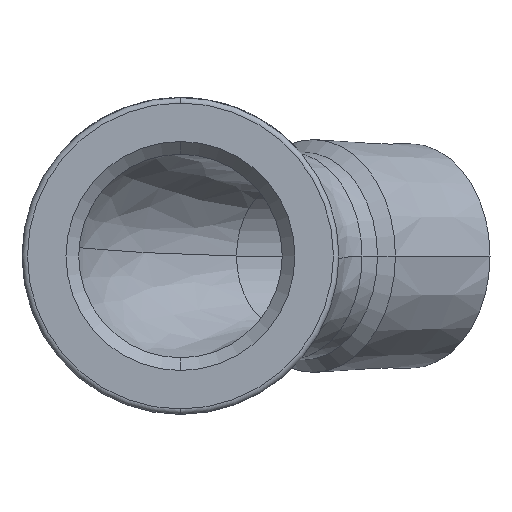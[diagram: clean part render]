
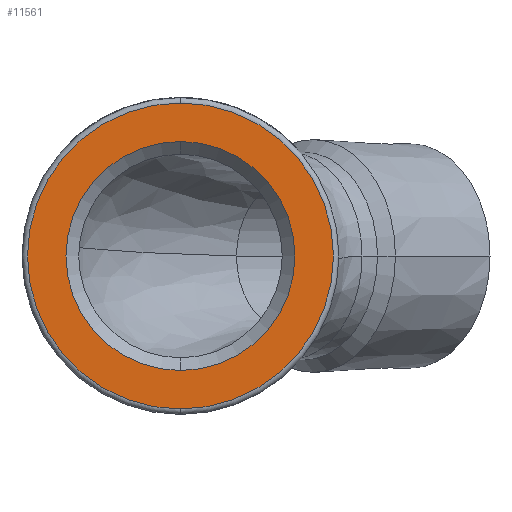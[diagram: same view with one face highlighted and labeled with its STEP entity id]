
A CAD part, front view. The second image highlights one B-rep face of the part: STEP entity #11561.
In plain terms, the highlighted planar face has unit normal (0, -1, 0).
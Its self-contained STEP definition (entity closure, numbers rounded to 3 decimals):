
#151 = CARTESIAN_POINT ( 'NONE',  ( 0., -21., -14. ) ) ;
#712 = VERTEX_POINT ( 'NONE', #5825 ) ;
#1156 = CARTESIAN_POINT ( 'NONE',  ( 10.477, -21., 0. ) ) ;
#1172 = CARTESIAN_POINT ( 'NONE',  ( 0., -21., 10.477 ) ) ;
#1244 = CARTESIAN_POINT ( 'NONE',  ( 0., -21., 0. ) ) ;
#1352 = DIRECTION ( 'NONE',  ( 0., -1., 0. ) ) ;
#1381 = ORIENTED_EDGE ( 'NONE', *, *, #9666, .T. ) ;
#1646 = CIRCLE ( 'NONE', #10129, 14. ) ;
#1990 = EDGE_LOOP ( 'NONE', ( #6947, #6536 ) ) ;
#1999 = CIRCLE ( 'NONE', #3018, 10.477 ) ;
#2315 = FACE_BOUND ( 'NONE', #1990, .T. ) ;
#2537 = DIRECTION ( 'NONE',  ( 0., 0., -1. ) ) ;
#2610 = EDGE_CURVE ( 'NONE', #5881, #5918, #12077, .T. ) ;
#2653 = DIRECTION ( 'NONE',  ( 0., -1., 0. ) ) ;
#3018 = AXIS2_PLACEMENT_3D ( 'NONE', #5657, #11369, #10242 ) ;
#3231 = FACE_OUTER_BOUND ( 'NONE', #10089, .T. ) ;
#3428 = VERTEX_POINT ( 'NONE', #151 ) ;
#3658 = CIRCLE ( 'NONE', #10387, 14. ) ;
#5633 = ORIENTED_EDGE ( 'NONE', *, *, #6751, .T. ) ;
#5657 = CARTESIAN_POINT ( 'NONE',  ( 0., -21., 0. ) ) ;
#5825 = CARTESIAN_POINT ( 'NONE',  ( 0., -21., 14. ) ) ;
#5881 = VERTEX_POINT ( 'NONE', #9146 ) ;
#5918 = VERTEX_POINT ( 'NONE', #1172 ) ;
#6536 = ORIENTED_EDGE ( 'NONE', *, *, #7654, .F. ) ;
#6751 = EDGE_CURVE ( 'NONE', #712, #3428, #3658, .T. ) ;
#6947 = ORIENTED_EDGE ( 'NONE', *, *, #2610, .F. ) ;
#7654 = EDGE_CURVE ( 'NONE', #5918, #5881, #1999, .T. ) ;
#8970 = AXIS2_PLACEMENT_3D ( 'NONE', #1156, #11548, #9090 ) ;
#9090 = DIRECTION ( 'NONE',  ( 0., 0., -1. ) ) ;
#9146 = CARTESIAN_POINT ( 'NONE',  ( 0., -21., -10.477 ) ) ;
#9611 = CARTESIAN_POINT ( 'NONE',  ( 0., -21., 0. ) ) ;
#9666 = EDGE_CURVE ( 'NONE', #3428, #712, #1646, .T. ) ;
#10040 = DIRECTION ( 'NONE',  ( 0., 0., -1. ) ) ;
#10089 = EDGE_LOOP ( 'NONE', ( #1381, #5633 ) ) ;
#10129 = AXIS2_PLACEMENT_3D ( 'NONE', #1244, #1352, #2537 ) ;
#10242 = DIRECTION ( 'NONE',  ( 0., 0., -1. ) ) ;
#10387 = AXIS2_PLACEMENT_3D ( 'NONE', #11119, #12251, #10040 ) ;
#10782 = DIRECTION ( 'NONE',  ( 0., 0., -1. ) ) ;
#11119 = CARTESIAN_POINT ( 'NONE',  ( 0., -21., 0. ) ) ;
#11369 = DIRECTION ( 'NONE',  ( 0., -1., 0. ) ) ;
#11548 = DIRECTION ( 'NONE',  ( 0., -1., 0. ) ) ;
#11561 = ADVANCED_FACE ( 'NONE', ( #3231, #2315 ), #14989, .T. ) ;
#12077 = CIRCLE ( 'NONE', #12706, 10.477 ) ;
#12251 = DIRECTION ( 'NONE',  ( 0., -1., 0. ) ) ;
#12706 = AXIS2_PLACEMENT_3D ( 'NONE', #9611, #2653, #10782 ) ;
#14989 = PLANE ( 'NONE',  #8970 ) ;
